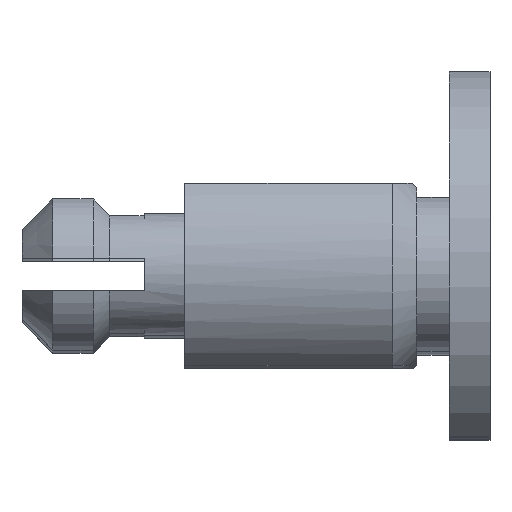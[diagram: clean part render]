
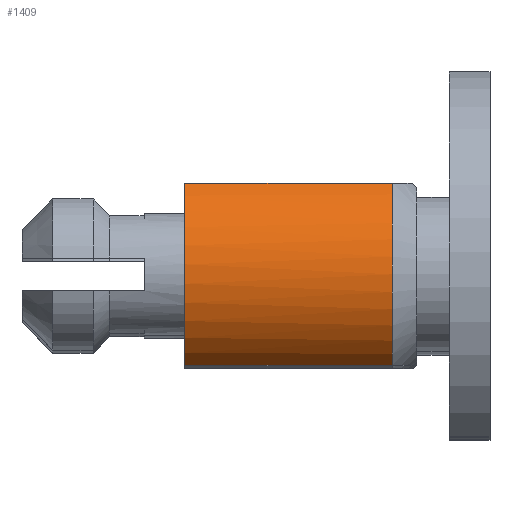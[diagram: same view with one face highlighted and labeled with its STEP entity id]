
A CAD part, top view. The second image highlights one B-rep face of the part: STEP entity #1409.
In plain terms, the highlighted cylindrical face has radius 2.75 mm (diameter 5.5 mm), a partial arc.
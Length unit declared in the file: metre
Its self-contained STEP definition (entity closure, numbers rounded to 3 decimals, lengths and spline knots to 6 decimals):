
#127=LINE('',#2092,#243);
#129=LINE('',#2096,#245);
#243=VECTOR('',#1675,1.);
#245=VECTOR('',#1679,1.);
#368=ORIENTED_EDGE('',*,*,#786,.F.);
#369=ORIENTED_EDGE('',*,*,#792,.T.);
#370=ORIENTED_EDGE('',*,*,#788,.T.);
#371=ORIENTED_EDGE('',*,*,#793,.T.);
#786=EDGE_CURVE('',#998,#999,#127,.F.);
#788=EDGE_CURVE('',#1000,#1001,#129,.F.);
#792=EDGE_CURVE('',#998,#1000,#1138,.T.);
#793=EDGE_CURVE('',#1001,#999,#1139,.T.);
#998=VERTEX_POINT('',#2091);
#999=VERTEX_POINT('',#2093);
#1000=VERTEX_POINT('',#2097);
#1001=VERTEX_POINT('',#2098);
#1138=CIRCLE('',#1522,0.00275);
#1139=CIRCLE('',#1523,0.00275);
#1199=EDGE_LOOP('',(#368,#369,#370,#371));
#1295=FACE_BOUND('',#1199,.T.);
#1389=CYLINDRICAL_SURFACE('',#1521,0.00275);
#1409=ADVANCED_FACE('',(#1295),#1389,.T.);
#1521=AXIS2_PLACEMENT_3D('',#2108,#1682,#1683);
#1522=AXIS2_PLACEMENT_3D('',#2109,#1684,#1685);
#1523=AXIS2_PLACEMENT_3D('',#2110,#1686,#1687);
#1675=DIRECTION('',(1.,0.,0.));
#1679=DIRECTION('',(1.,0.,0.));
#1682=DIRECTION('',(1.,0.,0.));
#1683=DIRECTION('',(0.,0.,-1.));
#1684=DIRECTION('',(-1.,0.,0.));
#1685=DIRECTION('',(0.,0.,1.));
#1686=DIRECTION('',(1.,0.,0.));
#1687=DIRECTION('',(0.,0.,-1.));
#2091=CARTESIAN_POINT('',(0.02185,0.008763,0.026));
#2092=CARTESIAN_POINT('',(0.01675,0.008763,0.026));
#2093=CARTESIAN_POINT('',(0.01675,0.008763,0.026));
#2096=CARTESIAN_POINT('',(0.01675,0.013244,0.025989));
#2097=CARTESIAN_POINT('',(0.02185,0.013244,0.025989));
#2098=CARTESIAN_POINT('',(0.01675,0.013244,0.025989));
#2108=CARTESIAN_POINT('',(0.01675,0.011,0.0244));
#2109=CARTESIAN_POINT('',(0.02185,0.011,0.0244));
#2110=CARTESIAN_POINT('',(0.01675,0.011,0.0244));
